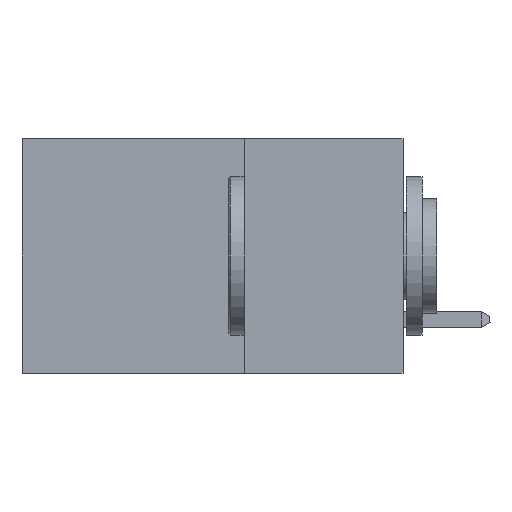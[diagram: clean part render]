
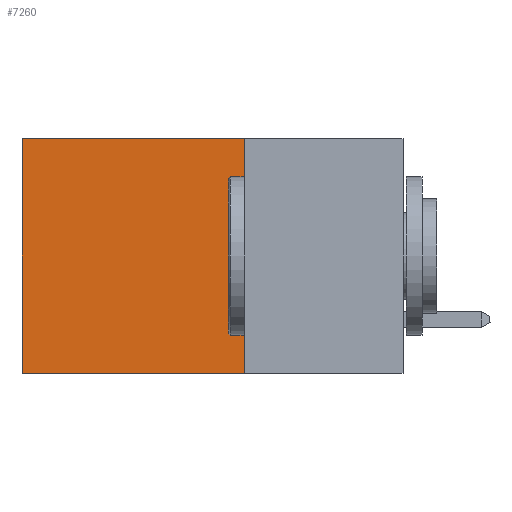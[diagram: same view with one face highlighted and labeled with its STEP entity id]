
A CAD part, left-side view. The second image highlights one B-rep face of the part: STEP entity #7260.
In plain terms, the highlighted planar face has unit normal (-1, 0, 0).
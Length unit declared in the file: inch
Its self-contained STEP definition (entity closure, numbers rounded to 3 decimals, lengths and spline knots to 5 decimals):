
#105 = EDGE_CURVE ( 'NONE', #5246, #7123, #1717, .T. ) ;
#222 = ORIENTED_EDGE ( 'NONE', *, *, #4252, .F. ) ;
#253 = DIRECTION ( 'NONE',  ( 0., 0., -1. ) ) ;
#270 = LINE ( 'NONE', #4274, #3924 ) ;
#447 = VERTEX_POINT ( 'NONE', #8730 ) ;
#690 = FACE_OUTER_BOUND ( 'NONE', #7103, .T. ) ;
#931 = VECTOR ( 'NONE', #253, 39.37008 ) ;
#1512 = DIRECTION ( 'NONE',  ( 0., 1., 0. ) ) ;
#1666 = CARTESIAN_POINT ( 'NONE',  ( 0.2875, 0.25, 0. ) ) ;
#1717 = LINE ( 'NONE', #8763, #8249 ) ;
#1796 = CARTESIAN_POINT ( 'NONE',  ( 0.2875, 0.25, 0. ) ) ;
#2270 = ORIENTED_EDGE ( 'NONE', *, *, #3115, .T. ) ;
#2800 = ORIENTED_EDGE ( 'NONE', *, *, #3223, .T. ) ;
#3115 = EDGE_CURVE ( 'NONE', #4889, #7123, #9279, .T. ) ;
#3223 = EDGE_CURVE ( 'NONE', #447, #4889, #270, .T. ) ;
#3924 = VECTOR ( 'NONE', #1512, 39.37008 ) ;
#4252 = EDGE_CURVE ( 'NONE', #447, #5246, #5158, .T. ) ;
#4274 = CARTESIAN_POINT ( 'NONE',  ( 0.2875, 0.25, 0. ) ) ;
#4889 = VERTEX_POINT ( 'NONE', #6207 ) ;
#5077 = DIRECTION ( 'NONE',  ( 0., 1., 0. ) ) ;
#5158 = LINE ( 'NONE', #1666, #931 ) ;
#5246 = VERTEX_POINT ( 'NONE', #5902 ) ;
#5902 = CARTESIAN_POINT ( 'NONE',  ( 0.2875, 0.25, -0.37 ) ) ;
#6111 = AXIS2_PLACEMENT_3D ( 'NONE', #1796, #9106, #7038 ) ;
#6207 = CARTESIAN_POINT ( 'NONE',  ( 0.2875, 0.6, 0. ) ) ;
#7007 = PLANE ( 'NONE',  #6111 ) ;
#7038 = DIRECTION ( 'NONE',  ( 0., 0., -1. ) ) ;
#7069 = DIRECTION ( 'NONE',  ( 0., 0., -1. ) ) ;
#7103 = EDGE_LOOP ( 'NONE', ( #2270, #9404, #222, #2800 ) ) ;
#7123 = VERTEX_POINT ( 'NONE', #9338 ) ;
#7260 = ADVANCED_FACE ( 'NONE', ( #690 ), #7007, .F. ) ;
#8249 = VECTOR ( 'NONE', #5077, 39.37008 ) ;
#8518 = CARTESIAN_POINT ( 'NONE',  ( 0.2875, 0.6, 0. ) ) ;
#8715 = VECTOR ( 'NONE', #7069, 39.37008 ) ;
#8730 = CARTESIAN_POINT ( 'NONE',  ( 0.2875, 0.25, 0. ) ) ;
#8763 = CARTESIAN_POINT ( 'NONE',  ( 0.2875, 0.25, -0.37 ) ) ;
#9106 = DIRECTION ( 'NONE',  ( 1., 0., 0. ) ) ;
#9279 = LINE ( 'NONE', #8518, #8715 ) ;
#9338 = CARTESIAN_POINT ( 'NONE',  ( 0.2875, 0.6, -0.37 ) ) ;
#9404 = ORIENTED_EDGE ( 'NONE', *, *, #105, .F. ) ;
